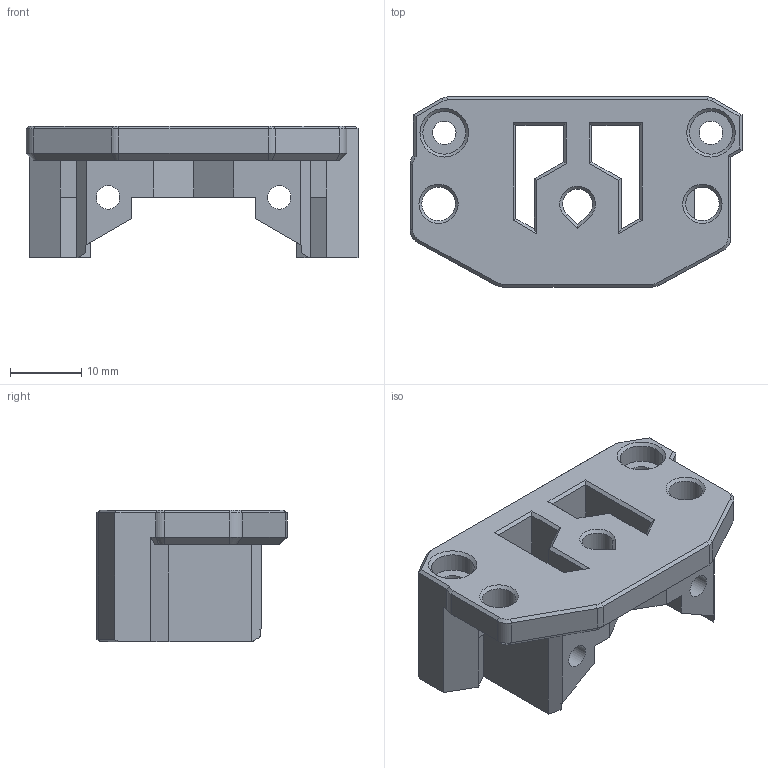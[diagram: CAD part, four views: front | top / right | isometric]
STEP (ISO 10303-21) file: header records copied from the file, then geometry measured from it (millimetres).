
FILE_DESCRIPTION(/* description */ ('','CAx-IF Rec.Pracs.---Representation and Presentation of Product Manufacturing Information (PMI)---4.0---2014-10-13'),/* implementation_level */ '2;1');
FILE_NAME(/* name */ 'LowBoi.step',/* time_stamp */ '2024-12-13T12:54:38+02:00',/* author */ (''),/* organization */ (''),/* preprocessor_version */ 'ST-DEVELOPER v20',/* originating_system */ 'Autodesk Translation Framework v13.20.0.188',/* authorisation */ '');
FILE_SCHEMA (('AP242_MANAGED_MODEL_BASED_3D_ENGINEERING_MIM_LF { 1 0 10303 442 1 1 4 }'));
Length unit declared in the file: millimetre
Products named in the file (1): Orbiter2.0
Bounding box: 46.55 x 26.65 x 18.49 mm (x, y, z)
Volume: 10191.7 mm3; surface area: 6013.2 mm2
Topology: 1 solids, 1 shells, 137 faces, 348 edges, 212 vertices
Faces by surface type: plane 107, cone 16, cylinder 14
Full cylindrical faces by diameter (mm): 3.3 x4, 4.7 x2, 6 x2
Entity records: 4086 total; most frequent: CARTESIAN_POINT 704, ORIENTED_EDGE 696, DIRECTION 668, EDGE_CURVE 348, LINE 300, VECTOR 300, VERTEX_POINT 212, AXIS2_PLACEMENT_3D 184
